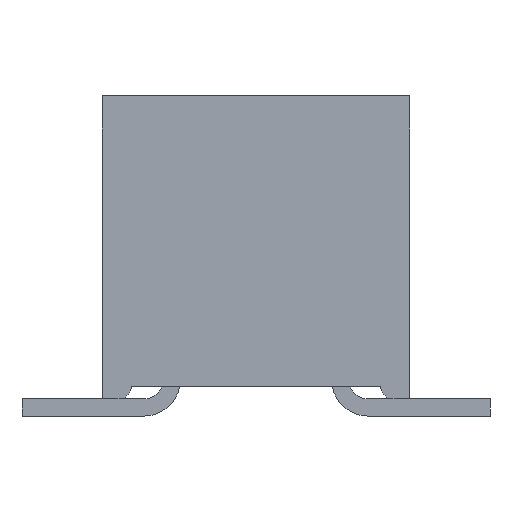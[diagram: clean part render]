
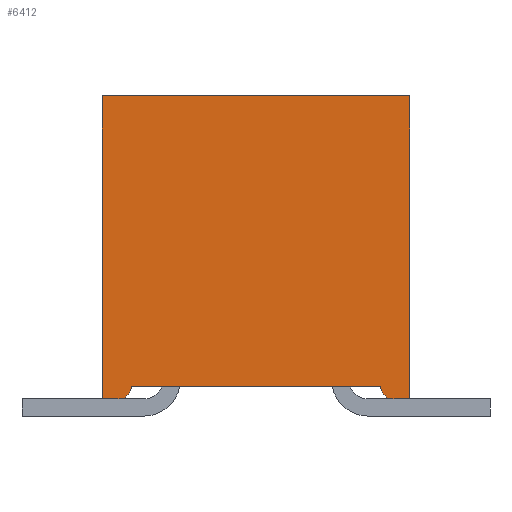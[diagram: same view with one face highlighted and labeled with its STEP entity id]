
A CAD part, left-side view. The second image highlights one B-rep face of the part: STEP entity #6412.
In plain terms, the highlighted planar face has unit normal (-1, 0, 0).
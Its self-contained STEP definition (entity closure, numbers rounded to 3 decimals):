
#5838=CARTESIAN_POINT('',(-4.064,1.285,0.305));
#5839=VERTEX_POINT('',#5838);
#5840=CARTESIAN_POINT('',(-4.064,1.412,0.178));
#5841=VERTEX_POINT('',#5840);
#5842=CARTESIAN_POINT('',(-4.064,1.412,0.305));
#5843=DIRECTION('',(1.0,0.,0.));
#5844=DIRECTION('',(0.,-0.707,-0.707));
#5845=AXIS2_PLACEMENT_3D('',#5842,#5843,#5844);
#5846=CIRCLE('',#5845,0.127);
#5847=EDGE_CURVE('',#5839,#5841,#5846,.T.);
#5880=CARTESIAN_POINT('',(-4.064,1.588,0.178));
#5881=VERTEX_POINT('',#5880);
#5882=CARTESIAN_POINT('',(-4.064,1.412,0.178));
#5883=DIRECTION('',(0.0,1.0,0.0));
#5884=VECTOR('',#5883,0.175);
#5885=LINE('',#5882,#5884);
#5886=EDGE_CURVE('',#5841,#5881,#5885,.T.);
#5911=CARTESIAN_POINT('',(-4.064,1.588,3.302));
#5912=VERTEX_POINT('',#5911);
#5913=CARTESIAN_POINT('',(-4.064,1.588,0.178));
#5914=DIRECTION('',(0.0,0.0,1.0));
#5915=VECTOR('',#5914,3.124);
#5916=LINE('',#5913,#5915);
#5917=EDGE_CURVE('',#5881,#5912,#5916,.T.);
#5942=CARTESIAN_POINT('',(-4.064,-1.587,3.302));
#5943=VERTEX_POINT('',#5942);
#5944=CARTESIAN_POINT('',(-4.064,1.588,3.302));
#5945=DIRECTION('',(0.0,-1.0,0.0));
#5946=VECTOR('',#5945,3.175);
#5947=LINE('',#5944,#5946);
#5948=EDGE_CURVE('',#5912,#5943,#5947,.T.);
#6129=CARTESIAN_POINT('',(-4.064,-1.587,0.178));
#6130=VERTEX_POINT('',#6129);
#6131=CARTESIAN_POINT('',(-4.064,-1.587,3.302));
#6132=DIRECTION('',(0.0,0.0,-1.0));
#6133=VECTOR('',#6132,3.124);
#6134=LINE('',#6131,#6133);
#6135=EDGE_CURVE('',#5943,#6130,#6134,.T.);
#6160=CARTESIAN_POINT('',(-4.064,-1.412,0.178));
#6161=VERTEX_POINT('',#6160);
#6162=CARTESIAN_POINT('',(-4.064,-1.587,0.178));
#6163=DIRECTION('',(0.0,1.0,0.0));
#6164=VECTOR('',#6163,0.175);
#6165=LINE('',#6162,#6164);
#6166=EDGE_CURVE('',#6130,#6161,#6165,.T.);
#6191=CARTESIAN_POINT('',(-4.064,-1.285,0.305));
#6192=VERTEX_POINT('',#6191);
#6193=CARTESIAN_POINT('',(-4.064,-1.412,0.305));
#6194=DIRECTION('',(1.0,0.,0.));
#6195=DIRECTION('',(0.,0.707,-0.707));
#6196=AXIS2_PLACEMENT_3D('',#6193,#6194,#6195);
#6197=CIRCLE('',#6196,0.127);
#6198=EDGE_CURVE('',#6161,#6192,#6197,.T.);
#6224=CARTESIAN_POINT('',(-4.064,-1.285,0.305));
#6225=DIRECTION('',(0.0,1.0,0.0));
#6226=VECTOR('',#6225,2.57);
#6227=LINE('',#6224,#6226);
#6228=EDGE_CURVE('',#6192,#5839,#6227,.T.);
#6397=CARTESIAN_POINT('',(-4.064,0.,1.749));
#6398=DIRECTION('',(1.0,0.0,0.0));
#6399=DIRECTION('',(0.0,0.0,-1.0));
#6400=AXIS2_PLACEMENT_3D('',#6397,#6398,#6399);
#6401=PLANE('',#6400);
#6402=ORIENTED_EDGE('',*,*,#5847,.F.);
#6403=ORIENTED_EDGE('',*,*,#6228,.F.);
#6404=ORIENTED_EDGE('',*,*,#6198,.F.);
#6405=ORIENTED_EDGE('',*,*,#6166,.F.);
#6406=ORIENTED_EDGE('',*,*,#6135,.F.);
#6407=ORIENTED_EDGE('',*,*,#5948,.F.);
#6408=ORIENTED_EDGE('',*,*,#5917,.F.);
#6409=ORIENTED_EDGE('',*,*,#5886,.F.);
#6410=EDGE_LOOP('',(#6402,#6403,#6404,#6405,#6406,#6407,#6408,#6409));
#6411=FACE_OUTER_BOUND('',#6410,.T.);
#6412=ADVANCED_FACE('',(#6411),#6401,.F.);
